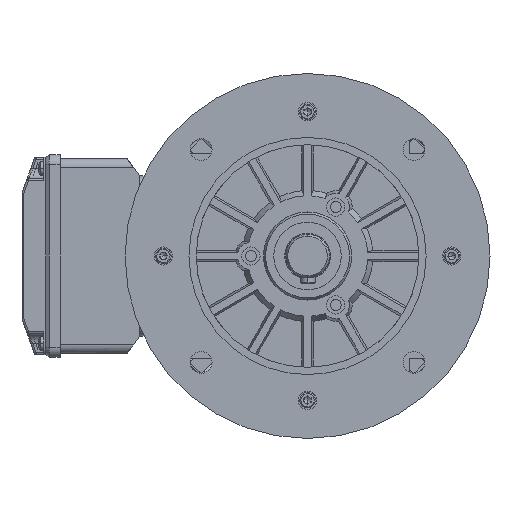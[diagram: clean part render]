
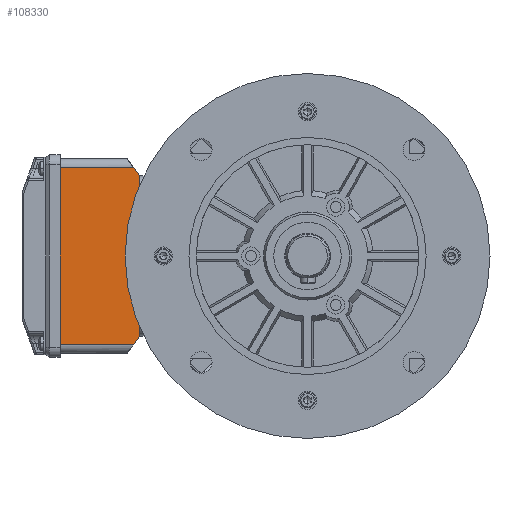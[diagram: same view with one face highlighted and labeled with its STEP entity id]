
A CAD part, left-side view. The second image highlights one B-rep face of the part: STEP entity #108330.
In plain terms, the highlighted planar face has unit normal (-1, 0, 0).
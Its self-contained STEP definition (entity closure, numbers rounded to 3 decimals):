
#2629 = CARTESIAN_POINT ( 'NONE',  ( -68.5, -48.5, 43.684 ) ) ;
#2715 = EDGE_CURVE ( 'NONE', #74862, #77859, #89738, .T. ) ;
#3284 = LINE ( 'NONE', #38441, #40986 ) ;
#3548 = ORIENTED_EDGE ( 'NONE', *, *, #2715, .T. ) ;
#4591 = CARTESIAN_POINT ( 'NONE',  ( -68.5, 53.5, 40. ) ) ;
#9060 = FACE_OUTER_BOUND ( 'NONE', #25368, .T. ) ;
#9635 = DIRECTION ( 'NONE',  ( 1., 0., 0. ) ) ;
#9913 = VERTEX_POINT ( 'NONE', #110919 ) ;
#10078 = CARTESIAN_POINT ( 'NONE',  ( -68.5, -48.5, 3.5 ) ) ;
#18850 = DIRECTION ( 'NONE',  ( 0., 0., -1. ) ) ;
#20401 = AXIS2_PLACEMENT_3D ( 'NONE', #61566, #9635, #18850 ) ;
#25368 = EDGE_LOOP ( 'NONE', ( #92209, #110083, #60030, #107988, #98764, #3548 ) ) ;
#25532 = VECTOR ( 'NONE', #45846, 1000. ) ;
#26627 = EDGE_CURVE ( 'NONE', #102550, #9913, #107524, .T. ) ;
#27426 = CARTESIAN_POINT ( 'NONE',  ( -68.5, 48.5, 47. ) ) ;
#28061 = VECTOR ( 'NONE', #45800, 1000. ) ;
#28454 = CARTESIAN_POINT ( 'NONE',  ( -68.5, -53.5, 47. ) ) ;
#28751 = VECTOR ( 'NONE', #98855, 1000. ) ;
#29104 = CARTESIAN_POINT ( 'NONE',  ( -68.5, -48.5, 47. ) ) ;
#34007 = CARTESIAN_POINT ( 'NONE',  ( -68.5, 44., 47. ) ) ;
#37842 = VERTEX_POINT ( 'NONE', #2629 ) ;
#38441 = CARTESIAN_POINT ( 'NONE',  ( -68.5, -44., 47. ) ) ;
#40986 = VECTOR ( 'NONE', #108879, 1000. ) ;
#45800 = DIRECTION ( 'NONE',  ( 0., 1., 0. ) ) ;
#45846 = DIRECTION ( 'NONE',  ( 0., 0., -1. ) ) ;
#48075 = DIRECTION ( 'NONE',  ( 0., 0., 1. ) ) ;
#52232 = EDGE_CURVE ( 'NONE', #92826, #37842, #75217, .T. ) ;
#57627 = LINE ( 'NONE', #4591, #84070 ) ;
#58716 = CARTESIAN_POINT ( 'NONE',  ( -68.5, 48.5, 3.5 ) ) ;
#60030 = ORIENTED_EDGE ( 'NONE', *, *, #112144, .F. ) ;
#61566 = CARTESIAN_POINT ( 'NONE',  ( -68.5, -53.5, 47. ) ) ;
#63267 = PLANE ( 'NONE',  #20401 ) ;
#65040 = CARTESIAN_POINT ( 'NONE',  ( -68.5, 48.5, 43.684 ) ) ;
#65572 = VECTOR ( 'NONE', #48075, 1000. ) ;
#70655 = LINE ( 'NONE', #10078, #28061 ) ;
#74382 = DIRECTION ( 'NONE',  ( 0., -0.805, 0.593 ) ) ;
#74862 = VERTEX_POINT ( 'NONE', #65040 ) ;
#75217 = LINE ( 'NONE', #29104, #65572 ) ;
#77859 = VERTEX_POINT ( 'NONE', #58716 ) ;
#84070 = VECTOR ( 'NONE', #74382, 1000. ) ;
#84563 = EDGE_CURVE ( 'NONE', #92826, #77859, #70655, .T. ) ;
#89738 = LINE ( 'NONE', #27426, #25532 ) ;
#90602 = EDGE_CURVE ( 'NONE', #74862, #102550, #57627, .T. ) ;
#92209 = ORIENTED_EDGE ( 'NONE', *, *, #84563, .F. ) ;
#92826 = VERTEX_POINT ( 'NONE', #113915 ) ;
#98764 = ORIENTED_EDGE ( 'NONE', *, *, #90602, .F. ) ;
#98855 = DIRECTION ( 'NONE',  ( 0., -1., 0. ) ) ;
#102550 = VERTEX_POINT ( 'NONE', #34007 ) ;
#107524 = LINE ( 'NONE', #28454, #28751 ) ;
#107988 = ORIENTED_EDGE ( 'NONE', *, *, #26627, .F. ) ;
#108330 = ADVANCED_FACE ( 'NONE', ( #9060 ), #63267, .F. ) ;
#108879 = DIRECTION ( 'NONE',  ( 0., -0.805, -0.593 ) ) ;
#110083 = ORIENTED_EDGE ( 'NONE', *, *, #52232, .T. ) ;
#110919 = CARTESIAN_POINT ( 'NONE',  ( -68.5, -44., 47. ) ) ;
#112144 = EDGE_CURVE ( 'NONE', #9913, #37842, #3284, .T. ) ;
#113915 = CARTESIAN_POINT ( 'NONE',  ( -68.5, -48.5, 3.5 ) ) ;
